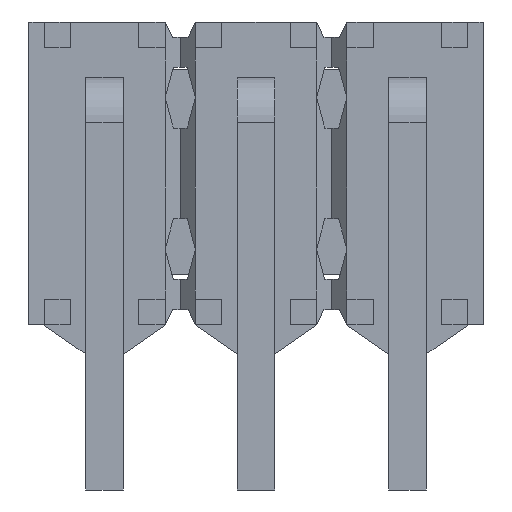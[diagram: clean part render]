
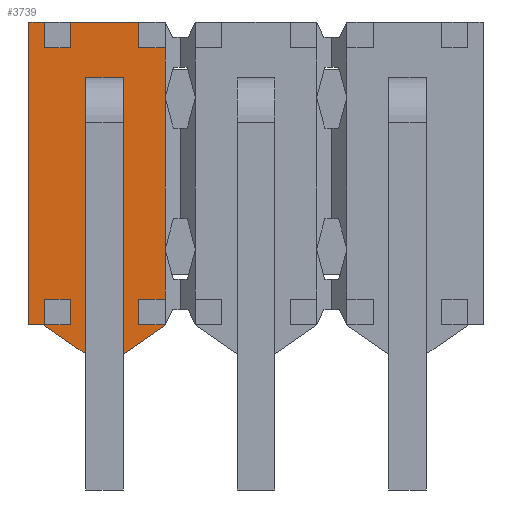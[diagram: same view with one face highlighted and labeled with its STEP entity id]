
A CAD part, front view. The second image highlights one B-rep face of the part: STEP entity #3739.
In plain terms, the highlighted planar face has unit normal (0, -1, 0).
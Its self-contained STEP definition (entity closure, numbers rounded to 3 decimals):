
#783 = VERTEX_POINT('',#784);
#784 = CARTESIAN_POINT('',(1.524,0.508,1.27));
#790 = EDGE_CURVE('',#783,#791,#793,.T.);
#791 = VERTEX_POINT('',#792);
#792 = CARTESIAN_POINT('',(1.524,0.508,2.108));
#793 = LINE('',#794,#795);
#794 = CARTESIAN_POINT('',(1.524,0.508,7.62));
#795 = VECTOR('',#796,1.);
#796 = DIRECTION('',(0.,0.,1.));
#799 = VERTEX_POINT('',#800);
#800 = CARTESIAN_POINT('',(1.524,0.508,2.54));
#828 = EDGE_CURVE('',#829,#783,#831,.T.);
#829 = VERTEX_POINT('',#830);
#830 = CARTESIAN_POINT('',(1.524,0.508,-1.27));
#831 = LINE('',#832,#833);
#832 = CARTESIAN_POINT('',(1.524,0.508,7.62));
#833 = VECTOR('',#834,1.);
#834 = DIRECTION('',(0.,0.,1.));
#882 = EDGE_CURVE('',#883,#829,#885,.T.);
#883 = VERTEX_POINT('',#884);
#884 = CARTESIAN_POINT('',(1.524,0.508,-2.108));
#885 = LINE('',#886,#887);
#886 = CARTESIAN_POINT('',(1.524,0.508,7.62));
#887 = VECTOR('',#888,1.);
#888 = DIRECTION('',(0.,0.,1.));
#1498 = VERTEX_POINT('',#1499);
#1499 = CARTESIAN_POINT('',(3.81,0.508,-2.54));
#1505 = EDGE_CURVE('',#1506,#1498,#1508,.T.);
#1506 = VERTEX_POINT('',#1507);
#1507 = CARTESIAN_POINT('',(3.546,0.508,-2.54));
#1508 = LINE('',#1509,#1510);
#1509 = CARTESIAN_POINT('',(3.81,0.508,-2.54));
#1510 = VECTOR('',#1511,1.);
#1511 = DIRECTION('',(1.,0.,0.));
#1530 = VERTEX_POINT('',#1531);
#1531 = CARTESIAN_POINT('',(3.114,0.508,-2.54));
#1537 = EDGE_CURVE('',#1538,#1530,#1540,.T.);
#1538 = VERTEX_POINT('',#1539);
#1539 = CARTESIAN_POINT('',(1.966,0.508,-2.54));
#1540 = LINE('',#1541,#1542);
#1541 = CARTESIAN_POINT('',(3.81,0.508,-2.54));
#1542 = VECTOR('',#1543,1.);
#1543 = DIRECTION('',(1.,0.,0.));
#2214 = VERTEX_POINT('',#2215);
#2215 = CARTESIAN_POINT('',(3.546,0.508,2.108));
#2221 = EDGE_CURVE('',#2222,#2214,#2224,.T.);
#2222 = VERTEX_POINT('',#2223);
#2223 = CARTESIAN_POINT('',(3.546,0.508,2.54));
#2224 = LINE('',#2225,#2226);
#2225 = CARTESIAN_POINT('',(3.546,0.508,5.08));
#2226 = VECTOR('',#2227,1.);
#2227 = DIRECTION('',(0.,0.,-1.));
#2243 = EDGE_CURVE('',#2244,#1506,#2246,.T.);
#2244 = VERTEX_POINT('',#2245);
#2245 = CARTESIAN_POINT('',(3.546,0.508,-2.108));
#2246 = LINE('',#2247,#2248);
#2247 = CARTESIAN_POINT('',(3.546,0.508,5.08));
#2248 = VECTOR('',#2249,1.);
#2249 = DIRECTION('',(0.,0.,-1.));
#2487 = EDGE_CURVE('',#2488,#2490,#2492,.T.);
#2488 = VERTEX_POINT('',#2489);
#2489 = CARTESIAN_POINT('',(3.114,0.508,2.54));
#2490 = VERTEX_POINT('',#2491);
#2491 = CARTESIAN_POINT('',(3.114,0.508,2.108));
#2492 = LINE('',#2493,#2494);
#2493 = CARTESIAN_POINT('',(3.114,0.508,5.08));
#2494 = VECTOR('',#2495,1.);
#2495 = DIRECTION('',(0.,0.,-1.));
#2520 = VERTEX_POINT('',#2521);
#2521 = CARTESIAN_POINT('',(3.114,0.508,-2.108));
#2527 = EDGE_CURVE('',#2520,#1530,#2528,.T.);
#2528 = LINE('',#2529,#2530);
#2529 = CARTESIAN_POINT('',(3.114,0.508,5.08));
#2530 = VECTOR('',#2531,1.);
#2531 = DIRECTION('',(0.,0.,-1.));
#2544 = VERTEX_POINT('',#2545);
#2545 = CARTESIAN_POINT('',(1.966,0.508,2.108));
#2551 = EDGE_CURVE('',#2552,#2544,#2554,.T.);
#2552 = VERTEX_POINT('',#2553);
#2553 = CARTESIAN_POINT('',(1.966,0.508,2.54));
#2554 = LINE('',#2555,#2556);
#2555 = CARTESIAN_POINT('',(1.966,0.508,5.08));
#2556 = VECTOR('',#2557,1.);
#2557 = DIRECTION('',(0.,0.,-1.));
#2573 = EDGE_CURVE('',#2574,#1538,#2576,.T.);
#2574 = VERTEX_POINT('',#2575);
#2575 = CARTESIAN_POINT('',(1.966,0.508,-2.108));
#2576 = LINE('',#2577,#2578);
#2577 = CARTESIAN_POINT('',(1.966,0.508,5.08));
#2578 = VECTOR('',#2579,1.);
#2579 = DIRECTION('',(0.,0.,-1.));
#2600 = EDGE_CURVE('',#2488,#2222,#2601,.T.);
#2601 = LINE('',#2602,#2603);
#2602 = CARTESIAN_POINT('',(-3.81,0.508,2.54));
#2603 = VECTOR('',#2604,1.);
#2604 = DIRECTION('',(1.,0.,0.));
#2615 = EDGE_CURVE('',#799,#2552,#2616,.T.);
#2616 = LINE('',#2617,#2618);
#2617 = CARTESIAN_POINT('',(-3.81,0.508,2.54));
#2618 = VECTOR('',#2619,1.);
#2619 = DIRECTION('',(1.,0.,0.));
#2702 = VERTEX_POINT('',#2703);
#2703 = CARTESIAN_POINT('',(2.858,0.508,0.927));
#2709 = EDGE_CURVE('',#2702,#2710,#2712,.T.);
#2710 = VERTEX_POINT('',#2711);
#2711 = CARTESIAN_POINT('',(2.858,0.508,1.143));
#2712 = LINE('',#2713,#2714);
#2713 = CARTESIAN_POINT('',(2.858,0.508,1.562));
#2714 = VECTOR('',#2715,1.);
#2715 = DIRECTION('',(0.,0.,1.));
#2822 = VERTEX_POINT('',#2823);
#2823 = CARTESIAN_POINT('',(2.223,0.508,1.143));
#2829 = EDGE_CURVE('',#2822,#2830,#2832,.T.);
#2830 = VERTEX_POINT('',#2831);
#2831 = CARTESIAN_POINT('',(2.223,0.508,0.927));
#2832 = LINE('',#2833,#2834);
#2833 = CARTESIAN_POINT('',(2.223,0.508,0.927));
#2834 = VECTOR('',#2835,1.);
#2835 = DIRECTION('',(0.,0.,-1.));
#2940 = EDGE_CURVE('',#2830,#2702,#2941,.T.);
#2941 = LINE('',#2942,#2943);
#2942 = CARTESIAN_POINT('',(2.858,0.508,0.927));
#2943 = VECTOR('',#2944,1.);
#2944 = DIRECTION('',(1.,0.,0.));
#2964 = VERTEX_POINT('',#2965);
#2965 = CARTESIAN_POINT('',(2.223,0.508,-1.613));
#2971 = EDGE_CURVE('',#2964,#2972,#2974,.T.);
#2972 = VERTEX_POINT('',#2973);
#2973 = CARTESIAN_POINT('',(2.858,0.508,-1.613));
#2974 = LINE('',#2975,#2976);
#2975 = CARTESIAN_POINT('',(2.858,0.508,-1.613));
#2976 = VECTOR('',#2977,1.);
#2977 = DIRECTION('',(1.,0.,0.));
#3002 = EDGE_CURVE('',#2972,#3003,#3005,.T.);
#3003 = VERTEX_POINT('',#3004);
#3004 = CARTESIAN_POINT('',(2.858,0.508,-0.978));
#3005 = LINE('',#3006,#3007);
#3006 = CARTESIAN_POINT('',(2.858,0.508,-0.978));
#3007 = VECTOR('',#3008,1.);
#3008 = DIRECTION('',(0.,0.,1.));
#3033 = EDGE_CURVE('',#3003,#3034,#3036,.T.);
#3034 = VERTEX_POINT('',#3035);
#3035 = CARTESIAN_POINT('',(2.223,0.508,-0.978));
#3036 = LINE('',#3037,#3038);
#3037 = CARTESIAN_POINT('',(2.223,0.508,-0.978));
#3038 = VECTOR('',#3039,1.);
#3039 = DIRECTION('',(-1.,0.,0.));
#3312 = EDGE_CURVE('',#3034,#2964,#3313,.T.);
#3313 = LINE('',#3314,#3315);
#3314 = CARTESIAN_POINT('',(2.223,0.508,-1.613));
#3315 = VECTOR('',#3316,1.);
#3316 = DIRECTION('',(0.,0.,-1.));
#3377 = EDGE_CURVE('',#3378,#3380,#3382,.T.);
#3378 = VERTEX_POINT('',#3379);
#3379 = CARTESIAN_POINT('',(3.81,0.508,2.54));
#3380 = VERTEX_POINT('',#3381);
#3381 = CARTESIAN_POINT('',(3.556,0.508,2.54));
#3382 = LINE('',#3383,#3384);
#3383 = CARTESIAN_POINT('',(-3.81,0.508,2.54));
#3384 = VECTOR('',#3385,1.);
#3385 = DIRECTION('',(-1.,0.,0.));
#3417 = EDGE_CURVE('',#1498,#3378,#3418,.T.);
#3418 = LINE('',#3419,#3420);
#3419 = CARTESIAN_POINT('',(3.81,0.508,2.54));
#3420 = VECTOR('',#3421,1.);
#3421 = DIRECTION('',(0.,0.,1.));
#3696 = EDGE_CURVE('',#2710,#2822,#3697,.T.);
#3697 = LINE('',#3698,#3699);
#3698 = CARTESIAN_POINT('',(3.556,0.508,1.143));
#3699 = VECTOR('',#3700,1.);
#3700 = DIRECTION('',(-1.,0.,0.));
#3712 = EDGE_CURVE('',#3713,#3715,#3717,.T.);
#3713 = VERTEX_POINT('',#3714);
#3714 = CARTESIAN_POINT('',(2.212,0.508,3.023));
#3715 = VERTEX_POINT('',#3716);
#3716 = CARTESIAN_POINT('',(2.868,0.508,3.023));
#3717 = LINE('',#3718,#3719);
#3718 = CARTESIAN_POINT('',(2.212,0.508,3.023));
#3719 = VECTOR('',#3720,1.);
#3720 = DIRECTION('',(1.,0.,0.));
#3739 = ADVANCED_FACE('',(#3740,#3751,#3796,#3802),#3808,.F.);
#3740 = FACE_BOUND('',#3741,.T.);
#3741 = EDGE_LOOP('',(#3742,#3743,#3749,#3750));
#3742 = ORIENTED_EDGE('',*,*,#2221,.T.);
#3743 = ORIENTED_EDGE('',*,*,#3744,.T.);
#3744 = EDGE_CURVE('',#2214,#2490,#3745,.T.);
#3745 = LINE('',#3746,#3747);
#3746 = CARTESIAN_POINT('',(7.62,0.508,2.108));
#3747 = VECTOR('',#3748,1.);
#3748 = DIRECTION('',(-1.,0.,0.));
#3749 = ORIENTED_EDGE('',*,*,#2487,.F.);
#3750 = ORIENTED_EDGE('',*,*,#2600,.T.);
#3751 = FACE_BOUND('',#3752,.T.);
#3752 = EDGE_LOOP('',(#3753,#3759,#3760,#3761,#3762,#3768,#3769,#3770,
    #3771,#3772,#3778,#3779,#3785,#3786,#3787,#3793,#3794,#3795));
#3753 = ORIENTED_EDGE('',*,*,#3754,.F.);
#3754 = EDGE_CURVE('',#2574,#883,#3755,.T.);
#3755 = LINE('',#3756,#3757);
#3756 = CARTESIAN_POINT('',(7.62,0.508,-2.108));
#3757 = VECTOR('',#3758,1.);
#3758 = DIRECTION('',(-1.,0.,0.));
#3759 = ORIENTED_EDGE('',*,*,#2573,.T.);
#3760 = ORIENTED_EDGE('',*,*,#1537,.T.);
#3761 = ORIENTED_EDGE('',*,*,#2527,.F.);
#3762 = ORIENTED_EDGE('',*,*,#3763,.F.);
#3763 = EDGE_CURVE('',#2244,#2520,#3764,.T.);
#3764 = LINE('',#3765,#3766);
#3765 = CARTESIAN_POINT('',(7.62,0.508,-2.108));
#3766 = VECTOR('',#3767,1.);
#3767 = DIRECTION('',(-1.,0.,0.));
#3768 = ORIENTED_EDGE('',*,*,#2243,.T.);
#3769 = ORIENTED_EDGE('',*,*,#1505,.T.);
#3770 = ORIENTED_EDGE('',*,*,#3417,.T.);
#3771 = ORIENTED_EDGE('',*,*,#3377,.T.);
#3772 = ORIENTED_EDGE('',*,*,#3773,.F.);
#3773 = EDGE_CURVE('',#3715,#3380,#3774,.T.);
#3774 = LINE('',#3775,#3776);
#3775 = CARTESIAN_POINT('',(2.868,0.508,3.023));
#3776 = VECTOR('',#3777,1.);
#3777 = DIRECTION('',(0.819,0.,-0.574));
#3778 = ORIENTED_EDGE('',*,*,#3712,.F.);
#3779 = ORIENTED_EDGE('',*,*,#3780,.F.);
#3780 = EDGE_CURVE('',#799,#3713,#3781,.T.);
#3781 = LINE('',#3782,#3783);
#3782 = CARTESIAN_POINT('',(1.524,0.508,2.54));
#3783 = VECTOR('',#3784,1.);
#3784 = DIRECTION('',(0.819,0.,0.574));
#3785 = ORIENTED_EDGE('',*,*,#2615,.T.);
#3786 = ORIENTED_EDGE('',*,*,#2551,.T.);
#3787 = ORIENTED_EDGE('',*,*,#3788,.T.);
#3788 = EDGE_CURVE('',#2544,#791,#3789,.T.);
#3789 = LINE('',#3790,#3791);
#3790 = CARTESIAN_POINT('',(7.62,0.508,2.108));
#3791 = VECTOR('',#3792,1.);
#3792 = DIRECTION('',(-1.,0.,0.));
#3793 = ORIENTED_EDGE('',*,*,#790,.F.);
#3794 = ORIENTED_EDGE('',*,*,#828,.F.);
#3795 = ORIENTED_EDGE('',*,*,#882,.F.);
#3796 = FACE_BOUND('',#3797,.T.);
#3797 = EDGE_LOOP('',(#3798,#3799,#3800,#3801));
#3798 = ORIENTED_EDGE('',*,*,#3696,.F.);
#3799 = ORIENTED_EDGE('',*,*,#2709,.F.);
#3800 = ORIENTED_EDGE('',*,*,#2940,.F.);
#3801 = ORIENTED_EDGE('',*,*,#2829,.F.);
#3802 = FACE_BOUND('',#3803,.T.);
#3803 = EDGE_LOOP('',(#3804,#3805,#3806,#3807));
#3804 = ORIENTED_EDGE('',*,*,#3312,.F.);
#3805 = ORIENTED_EDGE('',*,*,#3033,.F.);
#3806 = ORIENTED_EDGE('',*,*,#3002,.F.);
#3807 = ORIENTED_EDGE('',*,*,#2971,.F.);
#3808 = PLANE('',#3809);
#3809 = AXIS2_PLACEMENT_3D('',#3810,#3811,#3812);
#3810 = CARTESIAN_POINT('',(0.,0.508,0.));
#3811 = DIRECTION('',(0.,1.,0.));
#3812 = DIRECTION('',(0.,-0.,1.));
